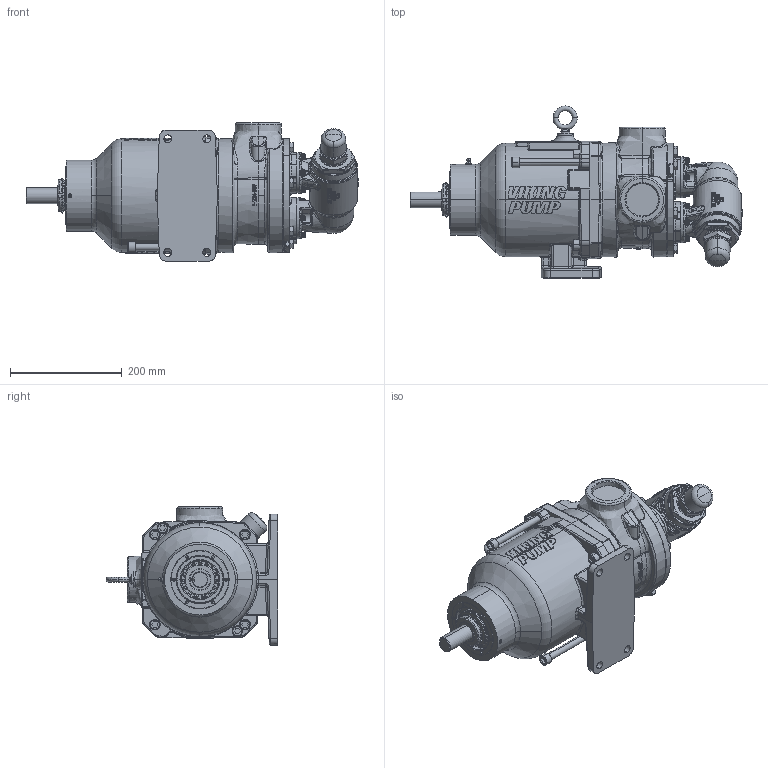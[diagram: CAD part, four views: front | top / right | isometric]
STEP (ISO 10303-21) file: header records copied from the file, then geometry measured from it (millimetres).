
FILE_DESCRIPTION (( 'STEP AP214' ), '1' );
FILE_NAME ('KK8124A.STEP', '2017-08-23T18:30:35', ( '' ), ( '' ), 'SwSTEP 2.0', 'SolidWorks 2016', '' );
FILE_SCHEMA (( 'AUTOMOTIVE_DESIGN' ));
Length unit declared in the file: inch
Products named in the file (2): KK8124A
Bounding box: 594.54 x 307.85 x 247.89 mm (x, y, z)
Volume: 13896278.5 mm3; surface area: 527654.5 mm2
Topology: 1 solids, 1 shells, 2938 faces, 7429 edges, 4589 vertices
Faces by surface type: plane 1027, bspline 938, cylinder 477, cone 290, torus 146, sphere 60
Entity records: 297629 total; most frequent: CARTESIAN_POINT 215467, ORIENTED_EDGE 14726, DIRECTION 9924, EDGE_CURVE 7363, VERTEX_POINT 4582, AXIS2_PLACEMENT_3D 3718, EDGE_LOOP 3107, ADVANCED_FACE 2938
